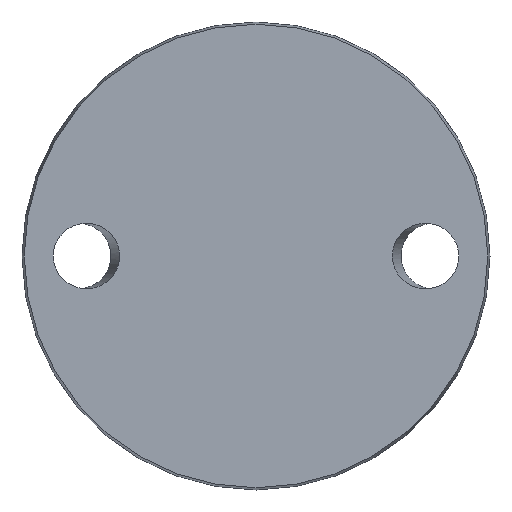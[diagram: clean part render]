
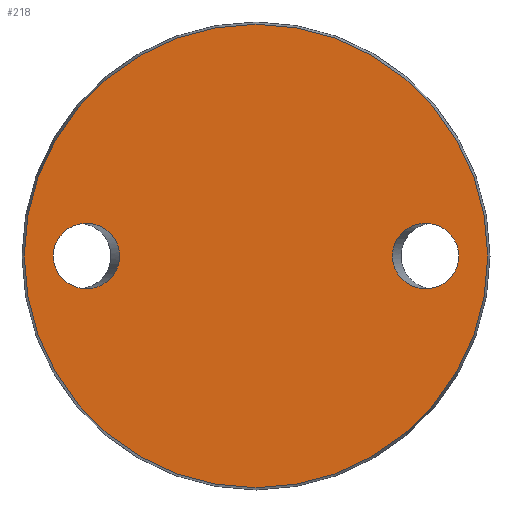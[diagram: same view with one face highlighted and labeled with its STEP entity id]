
A CAD part, front view. The second image highlights one B-rep face of the part: STEP entity #218.
In plain terms, the highlighted planar face has unit normal (0, -1, 0).
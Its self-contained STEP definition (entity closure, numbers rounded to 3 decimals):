
#22 = DIRECTION ( 'NONE',  ( 0., -1., 0. ) ) ;
#25 = CIRCLE ( 'NONE', #670, 58.425 ) ;
#41 = CARTESIAN_POINT ( 'NONE',  ( -51.115, 0., 16.5 ) ) ;
#54 = CARTESIAN_POINT ( 'NONE',  ( -51.115, 0., 0. ) ) ;
#58 = CARTESIAN_POINT ( 'NONE',  ( -51.115, 0., -16.5 ) ) ;
#84 = VERTEX_POINT ( 'NONE', #395 ) ;
#94 = CARTESIAN_POINT ( 'NONE',  ( -51.115, 0., 0. ) ) ;
#149 = CARTESIAN_POINT ( 'NONE',  ( 34.385, 0., 16.5 ) ) ;
#168 = DIRECTION ( 'NONE',  ( 0., 0., 1. ) ) ;
#199 = EDGE_LOOP ( 'NONE', ( #671 ) ) ;
#211 = VERTEX_POINT ( 'NONE', #457 ) ;
#218 = ADVANCED_FACE ( 'NONE', ( #243, #419, #357 ), #482, .F. ) ;
#226 = EDGE_LOOP ( 'NONE', ( #687 ) ) ;
#243 = FACE_BOUND ( 'NONE', #367, .T. ) ;
#323 = CARTESIAN_POINT ( 'NONE',  ( 51.115, 0., -16.5 ) ) ;
#340 = DIRECTION ( 'NONE',  ( 0., 0., -1. ) ) ;
#353 = CARTESIAN_POINT ( 'NONE',  ( -58.425, 0., 0. ) ) ;
#357 = FACE_OUTER_BOUND ( 'NONE', #199, .T. ) ;
#367 = EDGE_LOOP ( 'NONE', ( #500 ) ) ;
#376 = EDGE_CURVE ( 'NONE', #385, #385, #621, .T. ) ;
#385 = VERTEX_POINT ( 'NONE', #94 ) ;
#395 = CARTESIAN_POINT ( 'NONE',  ( 0., 0., -58.425 ) ) ;
#396 = CARTESIAN_POINT ( 'NONE',  ( 34.385, 0., 0. ) ) ;
#419 = FACE_BOUND ( 'NONE', #226, .T. ) ;
#457 = CARTESIAN_POINT ( 'NONE',  ( 51.115, 0., 0. ) ) ;
#465 = CARTESIAN_POINT ( 'NONE',  ( 34.385, 0., -16.5 ) ) ;
#482 = PLANE ( 'NONE',  #794 ) ;
#486 = EDGE_CURVE ( 'NONE', #84, #84, #25, .T. ) ;
#500 = ORIENTED_EDGE ( 'NONE', *, *, #376, .T. ) ;
#530 = EDGE_CURVE ( 'NONE', #211, #211, #758, .T. ) ;
#573 = CARTESIAN_POINT ( 'NONE',  ( 0., 0., 0. ) ) ;
#601 = CARTESIAN_POINT ( 'NONE',  ( -34.385, 0., -16.5 ) ) ;
#605 = CARTESIAN_POINT ( 'NONE',  ( -34.385, 0., 16.5 ) ) ;
#621 =( BOUNDED_CURVE ( )  B_SPLINE_CURVE ( 3, ( #787, #41, #605, #727, #601, #58, #54 ),
 .UNSPECIFIED., .T., .T. ) 
 B_SPLINE_CURVE_WITH_KNOTS ( ( 4, 3, 4 ),
 ( 0., 3.142, 6.283 ),
 .UNSPECIFIED. ) 
 CURVE ( )  GEOMETRIC_REPRESENTATION_ITEM ( )  RATIONAL_B_SPLINE_CURVE ( ( 1., 0.333, 0.333, 1., 0.333, 0.333, 1. ) ) 
 REPRESENTATION_ITEM ( '' )  );
#643 = CARTESIAN_POINT ( 'NONE',  ( 51.115, 0., 16.5 ) ) ;
#670 = AXIS2_PLACEMENT_3D ( 'NONE', #573, #22, #340 ) ;
#671 = ORIENTED_EDGE ( 'NONE', *, *, #486, .T. ) ;
#687 = ORIENTED_EDGE ( 'NONE', *, *, #530, .T. ) ;
#703 = CARTESIAN_POINT ( 'NONE',  ( 51.115, 0., 0. ) ) ;
#708 = CARTESIAN_POINT ( 'NONE',  ( 51.115, 0., 0. ) ) ;
#727 = CARTESIAN_POINT ( 'NONE',  ( -34.385, 0., 0. ) ) ;
#730 = DIRECTION ( 'NONE',  ( 0., 1., 0. ) ) ;
#758 =( BOUNDED_CURVE ( )  B_SPLINE_CURVE ( 3, ( #703, #323, #465, #396, #149, #643, #708 ),
 .UNSPECIFIED., .T., .T. ) 
 B_SPLINE_CURVE_WITH_KNOTS ( ( 4, 3, 4 ),
 ( 0., 3.142, 6.283 ),
 .UNSPECIFIED. ) 
 CURVE ( )  GEOMETRIC_REPRESENTATION_ITEM ( )  RATIONAL_B_SPLINE_CURVE ( ( 1., 0.333, 0.333, 1., 0.333, 0.333, 1. ) ) 
 REPRESENTATION_ITEM ( '' )  );
#787 = CARTESIAN_POINT ( 'NONE',  ( -51.115, 0., 0. ) ) ;
#794 = AXIS2_PLACEMENT_3D ( 'NONE', #353, #730, #168 ) ;
